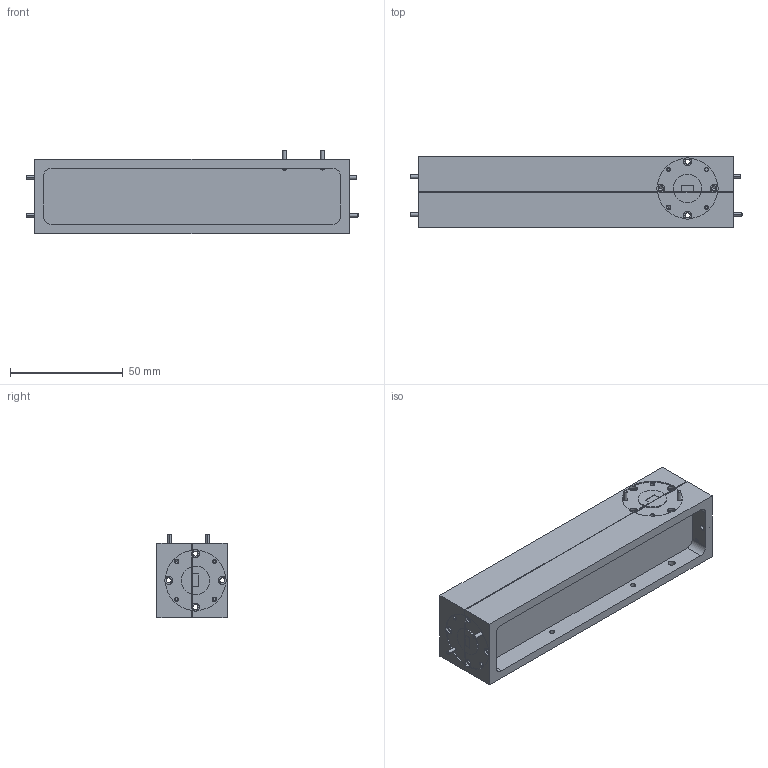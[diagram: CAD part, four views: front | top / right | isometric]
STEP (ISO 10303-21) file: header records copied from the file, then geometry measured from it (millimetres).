
FILE_DESCRIPTION (( 'STEP AP214' ), '1' );
FILE_NAME ('WD-SB-Q-A.STEP', '2023-04-25T18:54:38', ( '' ), ( '' ), 'SwSTEP 2.0', 'SolidWorks 2021', '' );
FILE_SCHEMA (( 'AUTOMOTIVE_DESIGN' ));
Length unit declared in the file: inch
Products named in the file (1): WD-SB-Q-A
Bounding box: 147.45 x 31.19 x 36.89 mm (x, y, z)
Volume: 88110.9 mm3; surface area: 48784.7 mm2
Topology: 51 solids, 51 shells, 1011 faces, 2231 edges, 1346 vertices
Faces by surface type: plane 448, cone 295, cylinder 268
Entity records: 41879 total; most frequent: CARTESIAN_POINT 5536, DIRECTION 4937, ORIENTED_EDGE 4430, EDGE_CURVE 2215, AXIS2_PLACEMENT_3D 1863, VERTEX_POINT 1346, VECTOR 1211, LINE 1211
